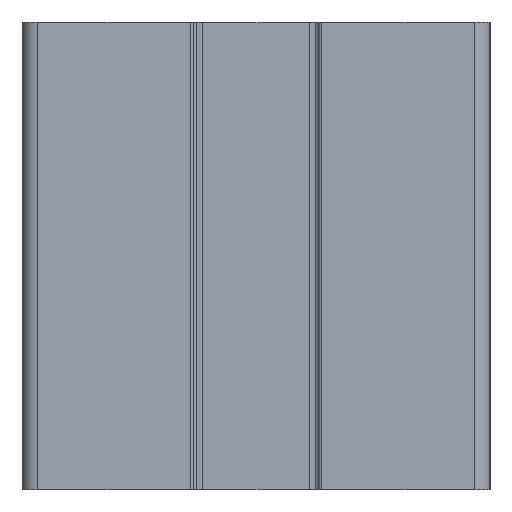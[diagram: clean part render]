
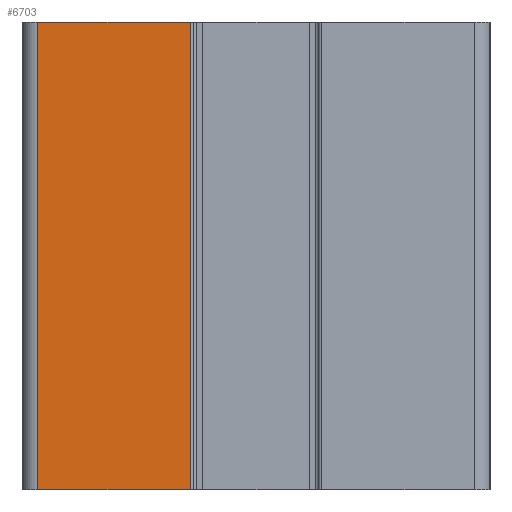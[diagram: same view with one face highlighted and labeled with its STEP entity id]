
A CAD part, front view. The second image highlights one B-rep face of the part: STEP entity #6703.
In plain terms, the highlighted planar face has unit normal (0, -1, 0).
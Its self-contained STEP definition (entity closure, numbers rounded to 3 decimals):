
#435=FACE_OUTER_BOUND('',#784,.T.);
#784=EDGE_LOOP('',(#5507,#5508,#5509,#5510));
#1357=LINE('',#9903,#2009);
#1773=LINE('',#11214,#2425);
#1774=LINE('',#11217,#2426);
#1775=LINE('',#11218,#2427);
#2009=VECTOR('',#7751,10.);
#2425=VECTOR('',#9089,1000.);
#2426=VECTOR('',#9092,1000.);
#2427=VECTOR('',#9093,1000.);
#2722=VERTEX_POINT('',#9900);
#2723=VERTEX_POINT('',#9902);
#3157=VERTEX_POINT('',#11212);
#3158=VERTEX_POINT('',#11216);
#3402=EDGE_CURVE('',#2723,#2722,#1357,.T.);
#4058=EDGE_CURVE('',#2722,#3157,#1773,.T.);
#4059=EDGE_CURVE('',#3158,#3157,#1774,.T.);
#4060=EDGE_CURVE('',#2723,#3158,#1775,.T.);
#5507=ORIENTED_EDGE('',*,*,#3402,.T.);
#5508=ORIENTED_EDGE('',*,*,#4058,.T.);
#5509=ORIENTED_EDGE('',*,*,#4059,.F.);
#5510=ORIENTED_EDGE('',*,*,#4060,.F.);
#6428=PLANE('',#7360);
#6703=ADVANCED_FACE('',(#435),#6428,.T.);
#7360=AXIS2_PLACEMENT_3D('',#11215,#9090,#9091);
#7751=DIRECTION('',(-1.,0.,0.));
#9089=DIRECTION('',(0.,0.,-1.));
#9090=DIRECTION('center_axis',(0.,-1.,0.));
#9091=DIRECTION('ref_axis',(0.,0.,-1.));
#9092=DIRECTION('',(-1.,0.,0.));
#9093=DIRECTION('',(0.,0.,-1.));
#9900=CARTESIAN_POINT('',(-21.,-45.,45.));
#9902=CARTESIAN_POINT('',(-6.3,-45.,45.));
#9903=CARTESIAN_POINT('',(0.,-45.,45.));
#11212=CARTESIAN_POINT('',(-21.,-45.,0.));
#11214=CARTESIAN_POINT('',(-21.,-45.,1000.));
#11215=CARTESIAN_POINT('Origin',(0.,-45.,1000.));
#11216=CARTESIAN_POINT('',(-6.3,-45.,0.));
#11217=CARTESIAN_POINT('',(0.,-45.,0.));
#11218=CARTESIAN_POINT('',(-6.3,-45.,1000.));
